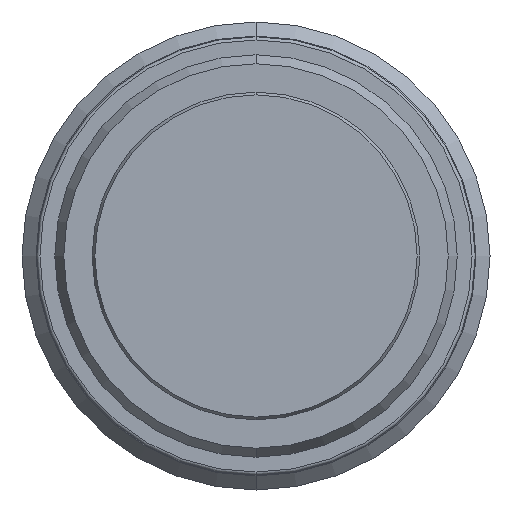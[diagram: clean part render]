
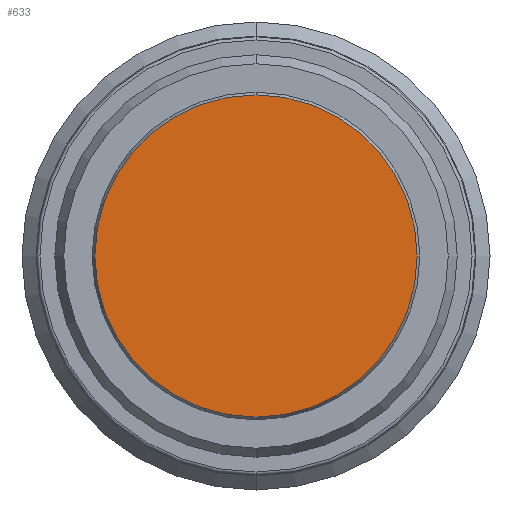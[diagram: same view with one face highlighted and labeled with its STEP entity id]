
A CAD part, front view. The second image highlights one B-rep face of the part: STEP entity #633.
In plain terms, the highlighted planar face has unit normal (0, -1, 0).
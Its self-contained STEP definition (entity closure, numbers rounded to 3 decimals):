
#481=PLANE('',#2143);
#633=ADVANCED_FACE('',(#758),#481,.T.);
#758=FACE_OUTER_BOUND('',#863,.T.);
#863=EDGE_LOOP('',(#1391,#1392));
#1391=ORIENTED_EDGE('',*,*,#1710,.F.);
#1392=ORIENTED_EDGE('',*,*,#1817,.F.);
#1549=VERTEX_POINT('',#2897);
#1550=VERTEX_POINT('',#2898);
#1710=EDGE_CURVE('',#1549,#1550,#1906,.T.);
#1817=EDGE_CURVE('',#1550,#1549,#1951,.T.);
#1906=CIRCLE('',#2052,10.327);
#1951=CIRCLE('',#2141,10.327);
#2052=AXIS2_PLACEMENT_3D('',#2896,#2360,#2361);
#2141=AXIS2_PLACEMENT_3D('',#3179,#2580,#2581);
#2143=AXIS2_PLACEMENT_3D('',#3181,#2584,#2585);
#2360=DIRECTION('',(0.,1.,0.));
#2361=DIRECTION('',(0.,0.,1.));
#2580=DIRECTION('',(0.,1.,0.));
#2581=DIRECTION('',(0.,0.,1.));
#2584=DIRECTION('',(0.,-1.,0.));
#2585=DIRECTION('',(0.,0.,1.));
#2896=CARTESIAN_POINT('',(0.,-2.5,0.));
#2897=CARTESIAN_POINT('',(0.,-2.5,10.327));
#2898=CARTESIAN_POINT('',(0.,-2.5,-10.327));
#3179=CARTESIAN_POINT('',(0.,-2.5,0.));
#3181=CARTESIAN_POINT('',(0.,-2.5,0.));
